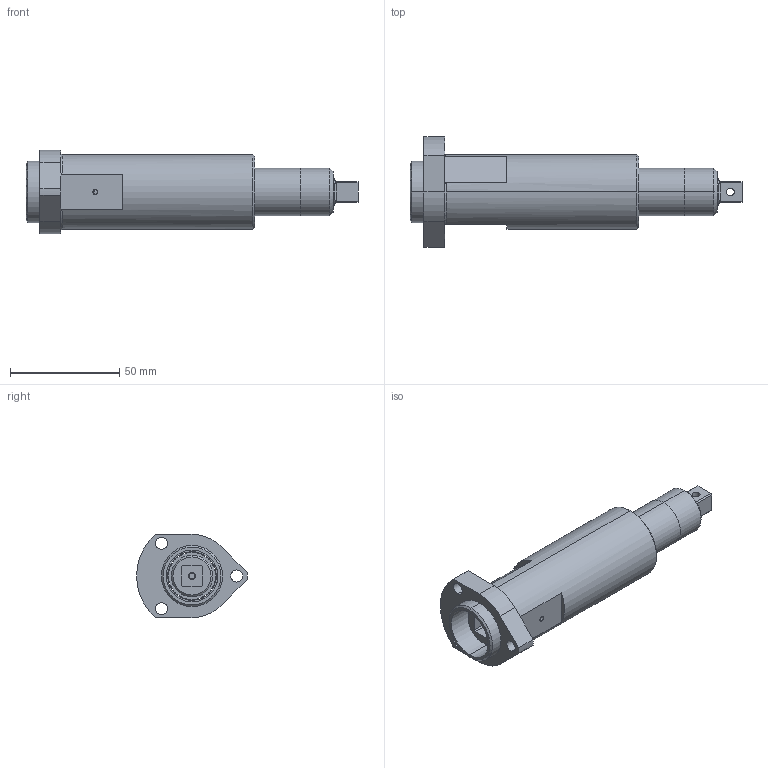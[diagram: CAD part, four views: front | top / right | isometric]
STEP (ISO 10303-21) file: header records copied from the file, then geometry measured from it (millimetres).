
FILE_DESCRIPTION (( 'STEP AP203' ), '1' );
FILE_NAME ('SA-3S1-1-38-38.STEP', '2015-11-03T20:14:24', ( '' ), ( '' ), 'SwSTEP 2.0', 'SolidWorks 2015', '' );
FILE_SCHEMA (( 'CONFIG_CONTROL_DESIGN' ));
Length unit declared in the file: inch
Products named in the file (8): .125 x 1.50 LG.; SA-3S1-1-38-38; N-3-88-.62-1; R-3-88-3.78-10-1; S-88-274-10-56; J-1416; SA-057; SA-367
Assembly tree (8 placements, depth 3):
  SA-3S1-1-38-38
    SA-057
    R-3-88-3.78-10-1
      S-88-274-10-56
      N-3-88-.62-1
      .125 x 1.50 LG.
    SA-367
    J-1416  x2
Bounding box: 152.15 x 50.79 x 38.1 mm (x, y, z)
Volume: 81474.1 mm3; surface area: 49840.7 mm2
Topology: 7 solids, 7 shells, 183 faces, 411 edges, 257 vertices
Faces by surface type: cylinder 82, plane 53, cone 38, torus 10
Entity records: 6056 total; most frequent: CARTESIAN_POINT 1097, DIRECTION 946, ORIENTED_EDGE 782, EDGE_CURVE 391, AXIS2_PLACEMENT_3D 390, VERTEX_POINT 245, EDGE_LOOP 210, CIRCLE 205
